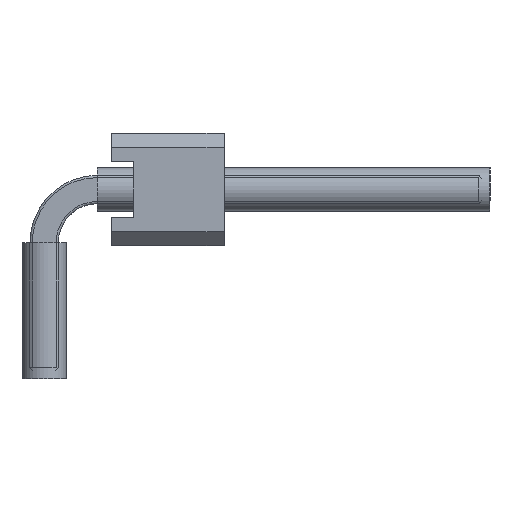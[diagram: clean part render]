
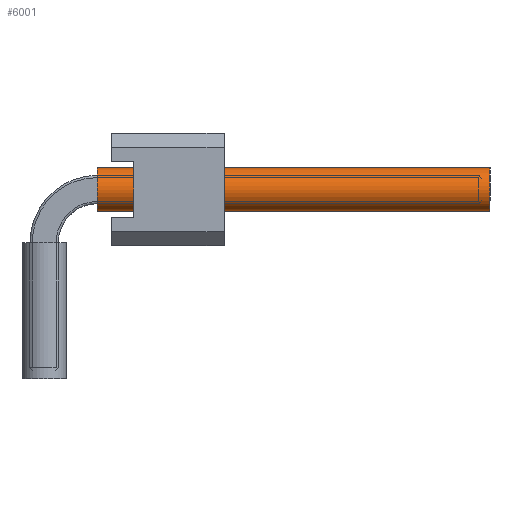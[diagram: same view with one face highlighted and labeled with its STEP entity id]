
A CAD part, left-side view. The second image highlights one B-rep face of the part: STEP entity #6001.
In plain terms, the highlighted cylindrical face has radius 0.5 mm (diameter 1 mm), a full revolution.
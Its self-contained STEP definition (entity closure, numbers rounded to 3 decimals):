
#3378=ORIENTED_EDGE('',*,*,#4232,.F.);
#3379=ORIENTED_EDGE('',*,*,#4233,.T.);
#4232=EDGE_CURVE('',#4800,#4800,#4964,.T.);
#4233=EDGE_CURVE('',#4801,#4801,#4965,.T.);
#4800=VERTEX_POINT('',#9906);
#4801=VERTEX_POINT('',#9908);
#4964=CIRCLE('',#6515,0.5);
#4965=CIRCLE('',#6516,0.5);
#5294=EDGE_LOOP('',(#3378));
#5295=EDGE_LOOP('',(#3379));
#5624=FACE_BOUND('',#5294,.T.);
#5625=FACE_BOUND('',#5295,.T.);
#5709=CYLINDRICAL_SURFACE('',#6514,0.5);
#6001=ADVANCED_FACE('',(#5624,#5625),#5709,.F.);
#6514=AXIS2_PLACEMENT_3D('',#9904,#8151,#8152);
#6515=AXIS2_PLACEMENT_3D('',#9905,#8153,#8154);
#6516=AXIS2_PLACEMENT_3D('',#9907,#8155,#8156);
#8151=DIRECTION('',(1.,0.,0.));
#8152=DIRECTION('',(0.,0.,-1.));
#8153=DIRECTION('',(-1.,0.,0.));
#8154=DIRECTION('',(0.,0.,1.));
#8155=DIRECTION('',(-1.,0.,0.));
#8156=DIRECTION('',(0.,0.,1.));
#9904=CARTESIAN_POINT('',(1.2,0.,4.27));
#9905=CARTESIAN_POINT('',(10.06,0.,4.27));
#9906=CARTESIAN_POINT('',(10.06,0.,4.77));
#9907=CARTESIAN_POINT('',(1.2,0.,4.27));
#9908=CARTESIAN_POINT('',(1.2,0.,4.77));
